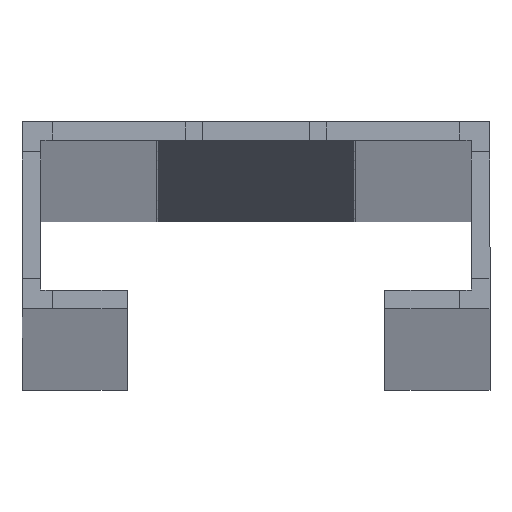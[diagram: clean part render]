
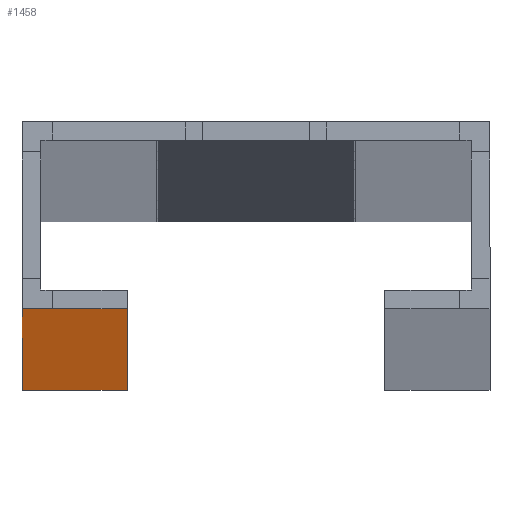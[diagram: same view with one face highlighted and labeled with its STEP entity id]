
A CAD part, top view. The second image highlights one B-rep face of the part: STEP entity #1458.
In plain terms, the highlighted planar face has unit normal (0, -1, 0).
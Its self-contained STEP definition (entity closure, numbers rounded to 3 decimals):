
#548 = VERTEX_POINT ( 'NONE', #11342 ) ;
#563 = CARTESIAN_POINT ( 'NONE',  ( -10., 0., 2000. ) ) ;
#1153 = DIRECTION ( 'NONE',  ( 1., 0., 0. ) ) ;
#1458 = ADVANCED_FACE ( 'NONE', ( #19121 ), #30183, .F. ) ;
#4036 = LINE ( 'NONE', #23747, #32132 ) ;
#4665 = EDGE_CURVE ( 'NONE', #31714, #548, #13107, .T. ) ;
#4675 = EDGE_CURVE ( 'NONE', #31714, #30088, #5610, .T. ) ;
#5266 = CARTESIAN_POINT ( 'NONE',  ( -10., 0., 2000. ) ) ;
#5610 = LINE ( 'NONE', #27463, #21661 ) ;
#6431 = CARTESIAN_POINT ( 'NONE',  ( -5.5, 0., 2000. ) ) ;
#6993 = ORIENTED_EDGE ( 'NONE', *, *, #31654, .F. ) ;
#7582 = CARTESIAN_POINT ( 'NONE',  ( -8.7, 0., 2000. ) ) ;
#7978 = CARTESIAN_POINT ( 'NONE',  ( -10., 0., 2000. ) ) ;
#8099 = VERTEX_POINT ( 'NONE', #11281 ) ;
#9315 = DIRECTION ( 'NONE',  ( 0., 0., -1. ) ) ;
#11281 = CARTESIAN_POINT ( 'NONE',  ( -5.5, 0., 0. ) ) ;
#11342 = CARTESIAN_POINT ( 'NONE',  ( -5.5, 0., 2000. ) ) ;
#11659 = DIRECTION ( 'NONE',  ( 0., 0., -1. ) ) ;
#13107 = LINE ( 'NONE', #7978, #30874 ) ;
#13257 = EDGE_CURVE ( 'NONE', #18606, #8099, #4036, .T. ) ;
#13260 = EDGE_CURVE ( 'NONE', #548, #8099, #34224, .T. ) ;
#13705 = ORIENTED_EDGE ( 'NONE', *, *, #19323, .T. ) ;
#14438 = AXIS2_PLACEMENT_3D ( 'NONE', #5266, #16373, #15075 ) ;
#14705 = CARTESIAN_POINT ( 'NONE',  ( -10., 0., 0. ) ) ;
#14758 = VECTOR ( 'NONE', #34506, 1000. ) ;
#15075 = DIRECTION ( 'NONE',  ( -1., 0., 0. ) ) ;
#16373 = DIRECTION ( 'NONE',  ( 0., 1., 0. ) ) ;
#16568 = CARTESIAN_POINT ( 'NONE',  ( -10., 0., 2000. ) ) ;
#18198 = VERTEX_POINT ( 'NONE', #34476 ) ;
#18606 = VERTEX_POINT ( 'NONE', #23385 ) ;
#18806 = VECTOR ( 'NONE', #9315, 1000. ) ;
#19121 = FACE_OUTER_BOUND ( 'NONE', #34087, .T. ) ;
#19323 = EDGE_CURVE ( 'NONE', #30088, #18198, #25525, .T. ) ;
#21661 = VECTOR ( 'NONE', #33233, 1000. ) ;
#21725 = VECTOR ( 'NONE', #11659, 1000. ) ;
#22568 = ORIENTED_EDGE ( 'NONE', *, *, #4675, .T. ) ;
#23296 = ORIENTED_EDGE ( 'NONE', *, *, #13260, .F. ) ;
#23385 = CARTESIAN_POINT ( 'NONE',  ( -8.7, 0., 0. ) ) ;
#23747 = CARTESIAN_POINT ( 'NONE',  ( -10., 0., 0. ) ) ;
#23900 = ORIENTED_EDGE ( 'NONE', *, *, #4665, .F. ) ;
#25525 = LINE ( 'NONE', #563, #21725 ) ;
#27463 = CARTESIAN_POINT ( 'NONE',  ( -10., 0., 2000. ) ) ;
#30088 = VERTEX_POINT ( 'NONE', #16568 ) ;
#30183 = PLANE ( 'NONE',  #14438 ) ;
#30874 = VECTOR ( 'NONE', #32890, 1000. ) ;
#31654 = EDGE_CURVE ( 'NONE', #18606, #18198, #34136, .T. ) ;
#31714 = VERTEX_POINT ( 'NONE', #7582 ) ;
#32132 = VECTOR ( 'NONE', #1153, 1000. ) ;
#32890 = DIRECTION ( 'NONE',  ( 1., 0., 0. ) ) ;
#33233 = DIRECTION ( 'NONE',  ( -1., 0., 0. ) ) ;
#34087 = EDGE_LOOP ( 'NONE', ( #35759, #23296, #23900, #22568, #13705, #6993 ) ) ;
#34136 = LINE ( 'NONE', #14705, #14758 ) ;
#34224 = LINE ( 'NONE', #6431, #18806 ) ;
#34476 = CARTESIAN_POINT ( 'NONE',  ( -10., 0., 0. ) ) ;
#34506 = DIRECTION ( 'NONE',  ( -1., 0., 0. ) ) ;
#35759 = ORIENTED_EDGE ( 'NONE', *, *, #13257, .T. ) ;
